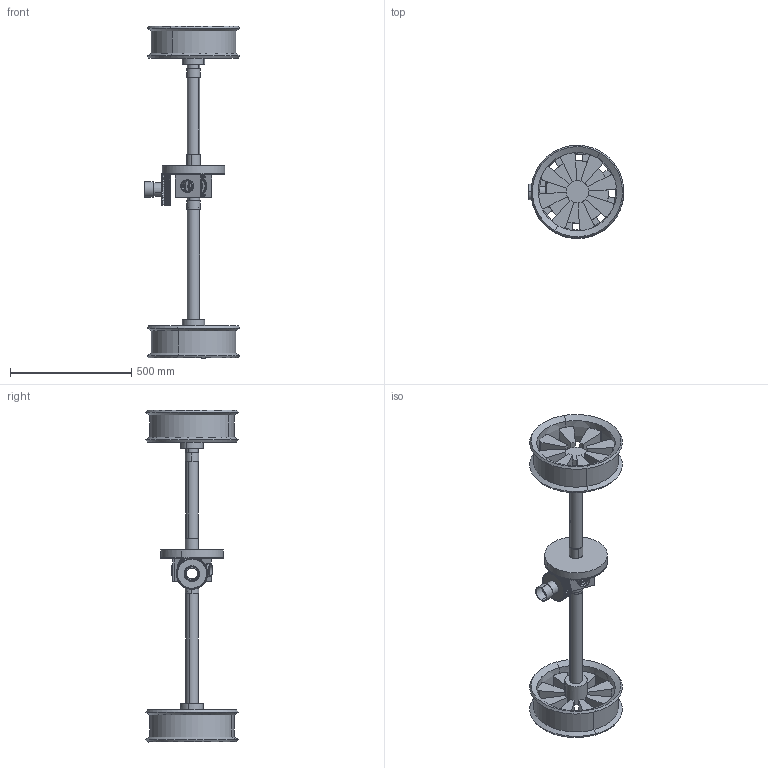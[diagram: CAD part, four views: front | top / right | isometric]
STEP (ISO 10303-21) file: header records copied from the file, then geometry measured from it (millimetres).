
FILE_DESCRIPTION(('FreeCAD Model'),'2;1');
FILE_NAME('Open CASCADE Shape Model','2025-04-17T09:31:05',('FreeCAD'),( 'FreeCAD'),'Open CASCADE STEP processor 7.6','FreeCAD','Unknown');
FILE_SCHEMA(('AUTOMOTIVE_DESIGN { 1 0 10303 214 1 1 1 1 }'));
Products named in the file (1): Open CASCADE STEP translator 7.6 1
Bounding box: 394.76 x 382.79 x 1369.94 mm (x, y, z)
Volume: 13023277 mm3; surface area: 1626667.9 mm2
Topology: 11 solids, 11 shells, 1556 faces, 4595 edges, 3082 vertices
Faces by surface type: bspline 1556
Entity records: 54721 total; most frequent: CARTESIAN_POINT 28973, ORIENTED_EDGE 9132, EDGE_CURVE 4566, B_SPLINE_CURVE_WITH_KNOTS 3567, VERTEX_POINT 3024, FACE_BOUND 1602, EDGE_LOOP 1602, ADVANCED_FACE 1556
